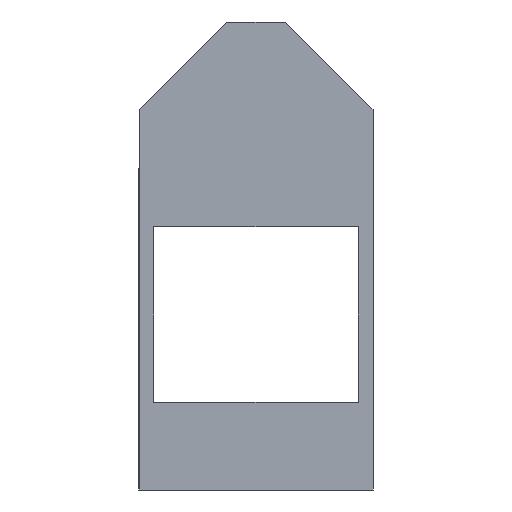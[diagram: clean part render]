
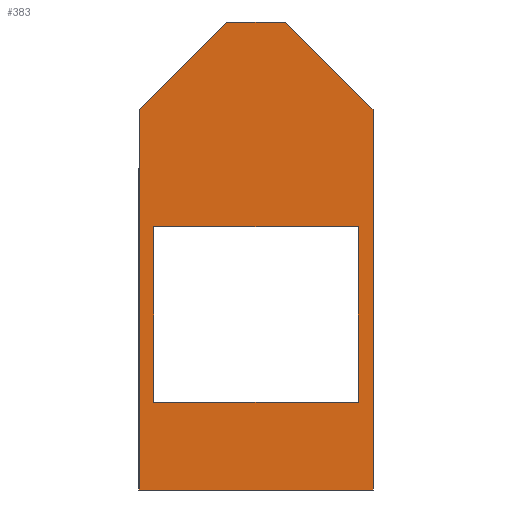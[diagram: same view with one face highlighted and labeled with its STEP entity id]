
A CAD part, front view. The second image highlights one B-rep face of the part: STEP entity #383.
In plain terms, the highlighted planar face has unit normal (0, -1, 0).
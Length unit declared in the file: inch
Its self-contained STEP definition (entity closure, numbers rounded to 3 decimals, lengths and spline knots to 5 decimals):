
#23=FACE_BOUND('',#71,.T.);
#45=FACE_OUTER_BOUND('',#70,.T.);
#70=EDGE_LOOP('',(#331,#332,#333,#334,#335,#336));
#71=EDGE_LOOP('',(#337,#338,#339,#340));
#75=LINE('',#512,#121);
#79=LINE('',#521,#125);
#83=LINE('',#530,#129);
#87=LINE('',#539,#133);
#92=LINE('',#548,#138);
#93=LINE('',#552,#139);
#105=LINE('',#584,#151);
#111=LINE('',#594,#157);
#116=LINE('',#602,#162);
#118=LINE('',#606,#164);
#121=VECTOR('',#416,2.12132);
#125=VECTOR('',#422,2.12132);
#129=VECTOR('',#428,3.5);
#133=VECTOR('',#434,3.5);
#138=VECTOR('',#441,6.5);
#139=VECTOR('',#446,1.);
#151=VECTOR('',#476,6.5);
#157=VECTOR('',#486,3.);
#162=VECTOR('',#495,3.);
#164=VECTOR('',#501,4.);
#167=VERTEX_POINT('',#509);
#168=VERTEX_POINT('',#511);
#171=VERTEX_POINT('',#518);
#172=VERTEX_POINT('',#520);
#175=VERTEX_POINT('',#527);
#176=VERTEX_POINT('',#529);
#179=VERTEX_POINT('',#536);
#180=VERTEX_POINT('',#538);
#183=VERTEX_POINT('',#546);
#195=VERTEX_POINT('',#583);
#201=EDGE_CURVE('',#168,#167,#75,.T.);
#205=EDGE_CURVE('',#172,#171,#79,.T.);
#209=EDGE_CURVE('',#176,#175,#83,.T.);
#213=EDGE_CURVE('',#180,#179,#87,.T.);
#218=EDGE_CURVE('',#183,#167,#92,.T.);
#220=EDGE_CURVE('',#168,#171,#93,.T.);
#235=EDGE_CURVE('',#195,#172,#105,.T.);
#241=EDGE_CURVE('',#179,#176,#111,.T.);
#246=EDGE_CURVE('',#175,#180,#116,.T.);
#248=EDGE_CURVE('',#183,#195,#118,.T.);
#331=ORIENTED_EDGE('',*,*,#201,.T.);
#332=ORIENTED_EDGE('',*,*,#218,.F.);
#333=ORIENTED_EDGE('',*,*,#248,.T.);
#334=ORIENTED_EDGE('',*,*,#235,.T.);
#335=ORIENTED_EDGE('',*,*,#205,.T.);
#336=ORIENTED_EDGE('',*,*,#220,.F.);
#337=ORIENTED_EDGE('',*,*,#241,.T.);
#338=ORIENTED_EDGE('',*,*,#209,.T.);
#339=ORIENTED_EDGE('',*,*,#246,.T.);
#340=ORIENTED_EDGE('',*,*,#213,.T.);
#364=PLANE('',#408);
#383=ADVANCED_FACE('',(#45,#23),#364,.T.);
#408=AXIS2_PLACEMENT_3D('',#605,#499,#500);
#416=DIRECTION('',(-0.707,0.,-0.707));
#422=DIRECTION('',(-0.707,0.,0.707));
#428=DIRECTION('',(1.,0.,0.));
#434=DIRECTION('',(-1.,0.,0.));
#441=DIRECTION('',(0.,0.,1.));
#446=DIRECTION('',(1.,0.,0.));
#476=DIRECTION('',(0.,0.,1.));
#486=DIRECTION('',(0.,0.,1.));
#495=DIRECTION('',(0.,0.,-1.));
#499=DIRECTION('center_axis',(0.,-1.,0.));
#500=DIRECTION('ref_axis',(1.,0.,0.));
#501=DIRECTION('',(1.,0.,0.));
#509=CARTESIAN_POINT('',(0.,0.,6.5));
#511=CARTESIAN_POINT('',(1.5,0.,8.));
#512=CARTESIAN_POINT('',(-0.875,0.,5.625));
#518=CARTESIAN_POINT('',(2.5,0.,8.));
#520=CARTESIAN_POINT('',(4.,0.,6.5));
#521=CARTESIAN_POINT('',(4.625,0.,5.875));
#527=CARTESIAN_POINT('',(3.75,0.,4.5));
#529=CARTESIAN_POINT('',(0.25,0.,4.5));
#530=CARTESIAN_POINT('',(0.125,0.,4.5));
#536=CARTESIAN_POINT('',(0.25,0.,1.5));
#538=CARTESIAN_POINT('',(3.75,0.,1.5));
#539=CARTESIAN_POINT('',(1.875,0.,1.5));
#546=CARTESIAN_POINT('',(0.,0.,0.));
#548=CARTESIAN_POINT('',(0.,0.,0.));
#552=CARTESIAN_POINT('',(0.,0.,8.));
#583=CARTESIAN_POINT('',(4.,0.,0.));
#584=CARTESIAN_POINT('',(4.,0.,0.));
#594=CARTESIAN_POINT('',(0.25,0.,0.75));
#602=CARTESIAN_POINT('',(3.75,0.,2.25));
#605=CARTESIAN_POINT('Origin',(0.,0.,0.));
#606=CARTESIAN_POINT('',(0.,0.,0.));
